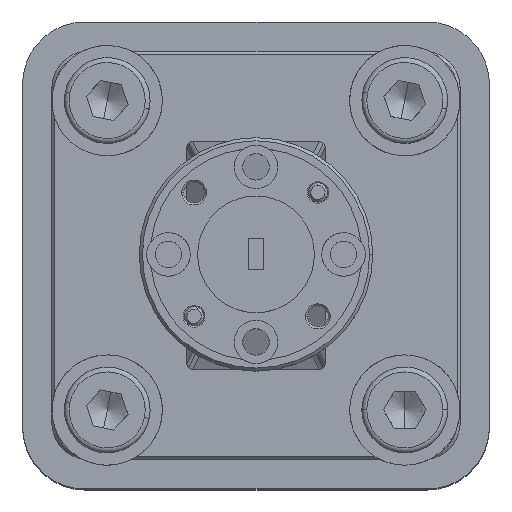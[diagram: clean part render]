
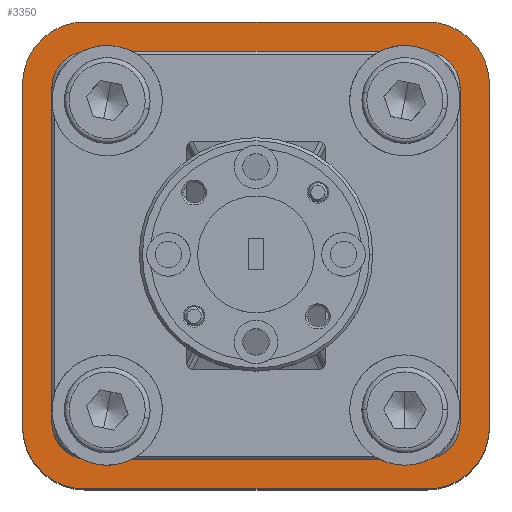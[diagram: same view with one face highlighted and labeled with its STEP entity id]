
A CAD part, top view. The second image highlights one B-rep face of the part: STEP entity #3350.
In plain terms, the highlighted planar face has unit normal (0, 0, 1).
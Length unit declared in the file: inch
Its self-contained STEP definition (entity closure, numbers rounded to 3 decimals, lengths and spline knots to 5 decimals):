
#413 = ORIENTED_EDGE ( 'NONE', *, *, #10938, .T. ) ;
#461 = CIRCLE ( 'NONE', #3151, 0.2 ) ;
#593 = EDGE_CURVE ( 'NONE', #1811, #11440, #6731, .T. ) ;
#698 = DIRECTION ( 'NONE',  ( 1., 0., 0. ) ) ;
#700 = EDGE_CURVE ( 'NONE', #2029, #4185, #2494, .T. ) ;
#838 = DIRECTION ( 'NONE',  ( 0., 0., 1. ) ) ;
#1197 = CARTESIAN_POINT ( 'NONE',  ( -2.35865, -0.32895, 0.42848 ) ) ;
#1305 = DIRECTION ( 'NONE',  ( 0., 0., 1. ) ) ;
#1370 = LINE ( 'NONE', #1197, #1448 ) ;
#1448 = VECTOR ( 'NONE', #9339, 39.37008 ) ;
#1749 = DIRECTION ( 'NONE',  ( 1., 0., 0. ) ) ;
#1769 = CARTESIAN_POINT ( 'NONE',  ( -3.85865, 0.77105, 0.42848 ) ) ;
#1811 = VERTEX_POINT ( 'NONE', #5577 ) ;
#1865 = FACE_OUTER_BOUND ( 'NONE', #3265, .T. ) ;
#1996 = CARTESIAN_POINT ( 'NONE',  ( -3.85865, 0.77105, 0.42848 ) ) ;
#2029 = VERTEX_POINT ( 'NONE', #6286 ) ;
#2032 = CARTESIAN_POINT ( 'NONE',  ( -3.65865, 0.77105, 0.42848 ) ) ;
#2298 = EDGE_CURVE ( 'NONE', #3935, #5405, #1370, .T. ) ;
#2494 = LINE ( 'NONE', #4292, #6606 ) ;
#2622 = VERTEX_POINT ( 'NONE', #4640 ) ;
#2818 = CARTESIAN_POINT ( 'NONE',  ( -2.55865, 0.77105, 0.42848 ) ) ;
#3062 = CARTESIAN_POINT ( 'NONE',  ( -2.35865, 0.77105, 0.42848 ) ) ;
#3078 = DIRECTION ( 'NONE',  ( -1., 0., 0. ) ) ;
#3151 = AXIS2_PLACEMENT_3D ( 'NONE', #5635, #3857, #7497 ) ;
#3265 = EDGE_LOOP ( 'NONE', ( #3745, #413, #7142, #7755, #11297, #6589, #6709, #6086 ) ) ;
#3350 = ADVANCED_FACE ( 'NONE', ( #1865 ), #8256, .T. ) ;
#3458 = CIRCLE ( 'NONE', #10146, 0.2 ) ;
#3570 = DIRECTION ( 'NONE',  ( 0., -1., 0. ) ) ;
#3632 = LINE ( 'NONE', #1769, #10560 ) ;
#3745 = ORIENTED_EDGE ( 'NONE', *, *, #4566, .T. ) ;
#3857 = DIRECTION ( 'NONE',  ( 0., 0., 1. ) ) ;
#3919 = AXIS2_PLACEMENT_3D ( 'NONE', #7952, #838, #7177 ) ;
#3935 = VERTEX_POINT ( 'NONE', #5786 ) ;
#3945 = DIRECTION ( 'NONE',  ( 1., 0., 0. ) ) ;
#4185 = VERTEX_POINT ( 'NONE', #9255 ) ;
#4292 = CARTESIAN_POINT ( 'NONE',  ( -3.65865, -0.52895, 0.42848 ) ) ;
#4566 = EDGE_CURVE ( 'NONE', #5405, #2622, #3458, .T. ) ;
#4640 = CARTESIAN_POINT ( 'NONE',  ( -2.55865, 0.97105, 0.42848 ) ) ;
#5405 = VERTEX_POINT ( 'NONE', #3062 ) ;
#5427 = CARTESIAN_POINT ( 'NONE',  ( -3.85865, -0.32895, 0.42848 ) ) ;
#5577 = CARTESIAN_POINT ( 'NONE',  ( -3.65865, 0.97105, 0.42848 ) ) ;
#5635 = CARTESIAN_POINT ( 'NONE',  ( -3.65865, -0.32895, 0.42848 ) ) ;
#5707 = LINE ( 'NONE', #6603, #10197 ) ;
#5786 = CARTESIAN_POINT ( 'NONE',  ( -2.35865, -0.32895, 0.42848 ) ) ;
#6086 = ORIENTED_EDGE ( 'NONE', *, *, #2298, .T. ) ;
#6235 = AXIS2_PLACEMENT_3D ( 'NONE', #2032, #1305, #3945 ) ;
#6286 = CARTESIAN_POINT ( 'NONE',  ( -3.65865, -0.52895, 0.42848 ) ) ;
#6291 = CARTESIAN_POINT ( 'NONE',  ( -2.55865, 0.77105, 0.42848 ) ) ;
#6589 = ORIENTED_EDGE ( 'NONE', *, *, #700, .T. ) ;
#6603 = CARTESIAN_POINT ( 'NONE',  ( -2.55865, 0.97105, 0.42848 ) ) ;
#6606 = VECTOR ( 'NONE', #698, 39.37008 ) ;
#6709 = ORIENTED_EDGE ( 'NONE', *, *, #11658, .T. ) ;
#6731 = CIRCLE ( 'NONE', #6235, 0.2 ) ;
#7142 = ORIENTED_EDGE ( 'NONE', *, *, #593, .T. ) ;
#7177 = DIRECTION ( 'NONE',  ( 1., 0., 0. ) ) ;
#7247 = DIRECTION ( 'NONE',  ( 1., 0., 0. ) ) ;
#7303 = DIRECTION ( 'NONE',  ( 0., 0., 1. ) ) ;
#7497 = DIRECTION ( 'NONE',  ( 1., 0., 0. ) ) ;
#7539 = CIRCLE ( 'NONE', #3919, 0.2 ) ;
#7755 = ORIENTED_EDGE ( 'NONE', *, *, #10853, .T. ) ;
#7952 = CARTESIAN_POINT ( 'NONE',  ( -2.55865, -0.32895, 0.42848 ) ) ;
#7956 = AXIS2_PLACEMENT_3D ( 'NONE', #2818, #7303, #7247 ) ;
#8256 = PLANE ( 'NONE',  #7956 ) ;
#9255 = CARTESIAN_POINT ( 'NONE',  ( -2.55865, -0.52895, 0.42848 ) ) ;
#9339 = DIRECTION ( 'NONE',  ( 0., 1., 0. ) ) ;
#9376 = VERTEX_POINT ( 'NONE', #5427 ) ;
#9942 = DIRECTION ( 'NONE',  ( 0., 0., 1. ) ) ;
#10146 = AXIS2_PLACEMENT_3D ( 'NONE', #6291, #9942, #1749 ) ;
#10197 = VECTOR ( 'NONE', #3078, 39.37008 ) ;
#10560 = VECTOR ( 'NONE', #3570, 39.37008 ) ;
#10853 = EDGE_CURVE ( 'NONE', #11440, #9376, #3632, .T. ) ;
#10938 = EDGE_CURVE ( 'NONE', #2622, #1811, #5707, .T. ) ;
#11297 = ORIENTED_EDGE ( 'NONE', *, *, #11455, .T. ) ;
#11440 = VERTEX_POINT ( 'NONE', #1996 ) ;
#11455 = EDGE_CURVE ( 'NONE', #9376, #2029, #461, .T. ) ;
#11658 = EDGE_CURVE ( 'NONE', #4185, #3935, #7539, .T. ) ;
